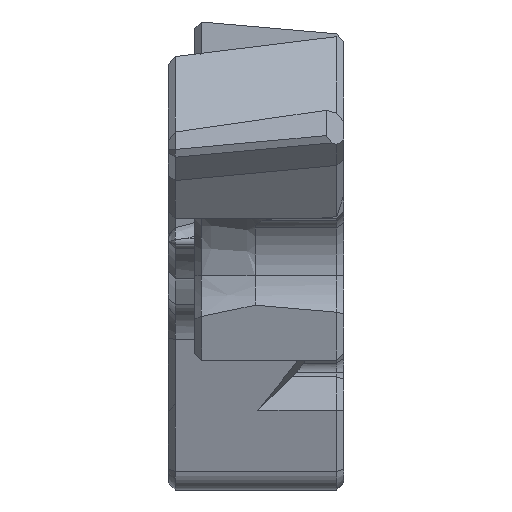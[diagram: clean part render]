
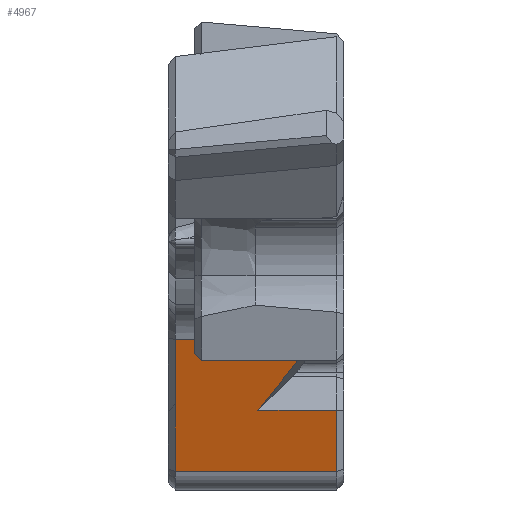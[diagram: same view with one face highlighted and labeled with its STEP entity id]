
A CAD part, front view. The second image highlights one B-rep face of the part: STEP entity #4967.
In plain terms, the highlighted planar face has unit normal (0, -0.956, -0.292).
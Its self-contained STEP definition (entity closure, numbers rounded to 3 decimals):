
#406 = CARTESIAN_POINT ( 'NONE',  ( -3.438, 5.771, 69.796 ) ) ;
#465 = CARTESIAN_POINT ( 'NONE',  ( -11.4, 8.066, 62.291 ) ) ;
#587 = CARTESIAN_POINT ( 'NONE',  ( -2.2, 6.998, 65.782 ) ) ;
#673 = ORIENTED_EDGE ( 'NONE', *, *, #2374, .T. ) ;
#735 = ORIENTED_EDGE ( 'NONE', *, *, #4647, .F. ) ;
#749 = VECTOR ( 'NONE', #4870, 1000. ) ;
#1012 = DIRECTION ( 'NONE',  ( 0., 0.292, -0.956 ) ) ;
#1075 = FACE_OUTER_BOUND ( 'NONE', #3966, .T. ) ;
#1110 = PLANE ( 'NONE',  #4333 ) ;
#1161 = CARTESIAN_POINT ( 'NONE',  ( -11.4, 7.009, 65.746 ) ) ;
#1259 = VERTEX_POINT ( 'NONE', #465 ) ;
#1273 = VECTOR ( 'NONE', #5676, 1000. ) ;
#1447 = LINE ( 'NONE', #3760, #2561 ) ;
#1530 = CARTESIAN_POINT ( 'NONE',  ( -2.2, 8.066, 62.291 ) ) ;
#1561 = DIRECTION ( 'NONE',  ( -1., 0., 0. ) ) ;
#1564 = DIRECTION ( 'NONE',  ( 0., 0.292, -0.956 ) ) ;
#1669 = VERTEX_POINT ( 'NONE', #4879 ) ;
#2053 = ORIENTED_EDGE ( 'NONE', *, *, #6257, .F. ) ;
#2060 = EDGE_CURVE ( 'NONE', #1669, #3527, #3137, .T. ) ;
#2197 = CARTESIAN_POINT ( 'NONE',  ( 10.976, 8.066, 62.291 ) ) ;
#2324 = VECTOR ( 'NONE', #1561, 1000. ) ;
#2349 = VERTEX_POINT ( 'NONE', #2639 ) ;
#2374 = EDGE_CURVE ( 'NONE', #1669, #5024, #6049, .T. ) ;
#2561 = VECTOR ( 'NONE', #1564, 1000. ) ;
#2604 = CARTESIAN_POINT ( 'NONE',  ( -6.7, 6.998, 65.782 ) ) ;
#2639 = CARTESIAN_POINT ( 'NONE',  ( -11.4, 6.887, 66.147 ) ) ;
#2661 = ORIENTED_EDGE ( 'NONE', *, *, #2060, .F. ) ;
#2695 = DIRECTION ( 'NONE',  ( 0., -0.956, -0.292 ) ) ;
#2755 = LINE ( 'NONE', #2197, #2324 ) ;
#3137 = LINE ( 'NONE', #6071, #749 ) ;
#3249 = CARTESIAN_POINT ( 'NONE',  ( -3.438, 5.771, 69.796 ) ) ;
#3284 = ORIENTED_EDGE ( 'NONE', *, *, #6099, .F. ) ;
#3316 = LINE ( 'NONE', #5562, #6567 ) ;
#3503 = EDGE_CURVE ( 'NONE', #4954, #1259, #2755, .T. ) ;
#3527 = VERTEX_POINT ( 'NONE', #587 ) ;
#3642 = EDGE_CURVE ( 'NONE', #5024, #6185, #3316, .T. ) ;
#3760 = CARTESIAN_POINT ( 'NONE',  ( -2.2, 3.913, 75.875 ) ) ;
#3966 = EDGE_LOOP ( 'NONE', ( #2053, #3284, #7092, #735, #2661, #673, #6805 ) ) ;
#4333 = AXIS2_PLACEMENT_3D ( 'NONE', #5635, #2695, #1012 ) ;
#4359 = LINE ( 'NONE', #5575, #5421 ) ;
#4539 = LINE ( 'NONE', #1161, #1273 ) ;
#4647 = EDGE_CURVE ( 'NONE', #3527, #4954, #1447, .T. ) ;
#4864 = CARTESIAN_POINT ( 'NONE',  ( -5.219, 6.419, 67.678 ) ) ;
#4870 = DIRECTION ( 'NONE',  ( 1., 0., 0. ) ) ;
#4879 = CARTESIAN_POINT ( 'NONE',  ( -6.7, 6.998, 65.782 ) ) ;
#4886 = DIRECTION ( 'NONE',  ( 0., -0.292, 0.956 ) ) ;
#4954 = VERTEX_POINT ( 'NONE', #1530 ) ;
#4967 = ADVANCED_FACE ( 'NONE', ( #1075 ), #1110, .T. ) ;
#5024 = VERTEX_POINT ( 'NONE', #3249 ) ;
#5173 = CARTESIAN_POINT ( 'NONE',  ( -11.4, 5.771, 69.796 ) ) ;
#5421 = VECTOR ( 'NONE', #4886, 1000. ) ;
#5562 = CARTESIAN_POINT ( 'NONE',  ( 10.976, 5.771, 69.796 ) ) ;
#5575 = CARTESIAN_POINT ( 'NONE',  ( -11.4, 7.009, 65.746 ) ) ;
#5635 = CARTESIAN_POINT ( 'NONE',  ( 10.976, 5.771, 69.796 ) ) ;
#5676 = DIRECTION ( 'NONE',  ( 0., -0.292, 0.956 ) ) ;
#6049 =( BOUNDED_CURVE ( )  B_SPLINE_CURVE ( 2, ( #2604, #4864, #406 ),
 .UNSPECIFIED., .F., .T. ) 
 B_SPLINE_CURVE_WITH_KNOTS ( ( 3, 3 ),
 ( -0.798, -0.325 ),
 .UNSPECIFIED. ) 
 CURVE ( )  GEOMETRIC_REPRESENTATION_ITEM ( )  RATIONAL_B_SPLINE_CURVE ( ( 1.023, 1.021, 1.013 ) ) 
 REPRESENTATION_ITEM ( '' )  );
#6071 = CARTESIAN_POINT ( 'NONE',  ( -12.758, 6.998, 65.782 ) ) ;
#6099 = EDGE_CURVE ( 'NONE', #1259, #2349, #4359, .T. ) ;
#6185 = VERTEX_POINT ( 'NONE', #5173 ) ;
#6257 = EDGE_CURVE ( 'NONE', #2349, #6185, #4539, .T. ) ;
#6567 = VECTOR ( 'NONE', #7309, 1000. ) ;
#6805 = ORIENTED_EDGE ( 'NONE', *, *, #3642, .T. ) ;
#7092 = ORIENTED_EDGE ( 'NONE', *, *, #3503, .F. ) ;
#7309 = DIRECTION ( 'NONE',  ( -1., 0., 0. ) ) ;
